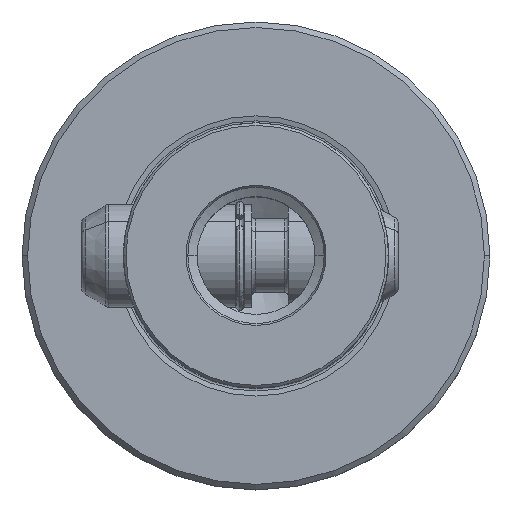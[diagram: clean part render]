
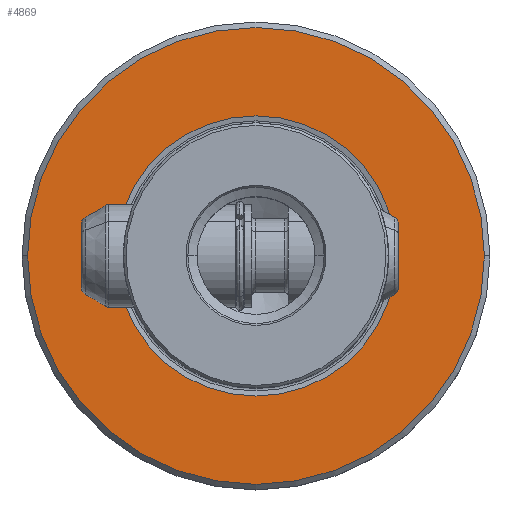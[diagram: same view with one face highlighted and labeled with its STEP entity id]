
A CAD part, top view. The second image highlights one B-rep face of the part: STEP entity #4869.
In plain terms, the highlighted planar face has unit normal (0, 0, 1).
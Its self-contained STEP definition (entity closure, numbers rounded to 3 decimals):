
#2145=EDGE_CURVE('NONE',#4595,#4149,#5892,.F.);
#2455=EDGE_CURVE('NONE',#3805,#4369,#6231,.T.);
#3805=VERTEX_POINT('NONE',#7744);
#4149=VERTEX_POINT('NONE',#8122);
#4369=VERTEX_POINT('NONE',#8370);
#4595=VERTEX_POINT('NONE',#8615);
#4869=ADVANCED_FACE('NONE',(#8918,#8919),#8920,.T.);
#5019=EDGE_CURVE('NONE',#4369,#3805,#9088,.T.);
#5589=EDGE_CURVE('NONE',#4149,#4595,#9719,.T.);
#5892=CIRCLE('',#10898,19.012);
#6231=CIRCLE('',#18106,31.0);
#7744=CARTESIAN_POINT('',(31.0,0.,0.0));
#8122=CARTESIAN_POINT('',(19.012,0.,0.0));
#8370=CARTESIAN_POINT('',(-31.0,0.,0.0));
#8615=CARTESIAN_POINT('',(-19.012,0.,0.0));
#8918=FACE_OUTER_BOUND('',#38746,.T.);
#8919=FACE_BOUND('',#38747,.T.);
#8920=PLANE('',#38748);
#9088=CIRCLE('',#39056,31.0);
#9719=CIRCLE('',#46064,19.012);
#10898=AXIS2_PLACEMENT_3D('',#46374,#46375,#46376);
#18106=AXIS2_PLACEMENT_3D('',#46749,#46750,#46751);
#38746=EDGE_LOOP('',(#49971,#49972));
#38747=EDGE_LOOP('',(#49973,#49974));
#38748=AXIS2_PLACEMENT_3D('',#49975,#49976,#49977);
#39056=AXIS2_PLACEMENT_3D('',#50206,#50207,#50208);
#46064=AXIS2_PLACEMENT_3D('',#50871,#50872,#50873);
#46374=CARTESIAN_POINT('',(0.0,0.0,0.0));
#46375=DIRECTION('',(0.0,0.0,-1.0));
#46376=DIRECTION('',(1.0,0.,0.0));
#46749=CARTESIAN_POINT('',(0.0,0.0,0.0));
#46750=DIRECTION('',(0.0,0.0,-1.0));
#46751=DIRECTION('',(-1.0,0.,0.0));
#49971=ORIENTED_EDGE('',*,*,#5019,.F.);
#49972=ORIENTED_EDGE('',*,*,#2455,.F.);
#49973=ORIENTED_EDGE('',*,*,#5589,.F.);
#49974=ORIENTED_EDGE('',*,*,#2145,.F.);
#49975=CARTESIAN_POINT('',(-18.0,0.0,0.0));
#49976=DIRECTION('',(-0.0,0.0,1.0));
#49977=DIRECTION('',(0.0,1.0,0.0));
#50206=CARTESIAN_POINT('',(0.0,0.0,0.0));
#50207=DIRECTION('',(0.0,0.0,-1.0));
#50208=DIRECTION('',(-1.0,0.,0.0));
#50871=CARTESIAN_POINT('',(0.0,0.0,0.0));
#50872=DIRECTION('',(-0.0,0.0,1.0));
#50873=DIRECTION('',(1.0,0.,0.0));
